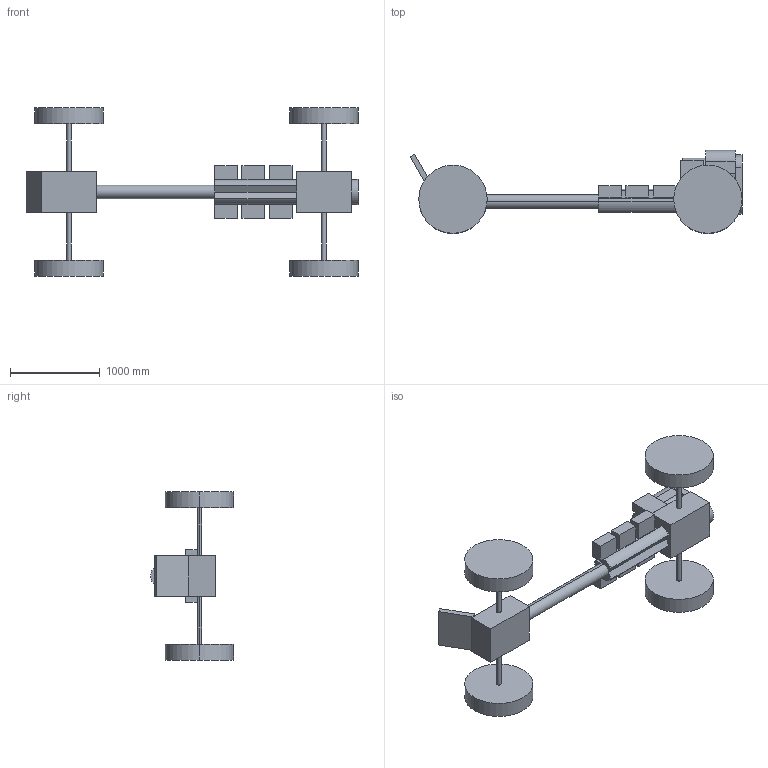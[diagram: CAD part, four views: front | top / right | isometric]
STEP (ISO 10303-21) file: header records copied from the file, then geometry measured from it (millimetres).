
FILE_DESCRIPTION (( 'STEP AP214' ), '1' );
FILE_NAME ('simple boundaries imperial.STEP', '2024-05-12T21:42:55', ( '' ), ( '' ), 'SwSTEP 2.0', 'SolidWorks 2024', '' );
FILE_SCHEMA (( 'AUTOMOTIVE_DESIGN' ));
Length unit declared in the file: inch
Products named in the file (1): simple boundaries imperial
Bounding box: 3705.6 x 927.1 x 1879.6 mm (x, y, z)
Volume: 697330429.5 mm3; surface area: 13915523 mm2
Topology: 17 solids, 17 shells, 135 faces, 279 edges, 186 vertices
Faces by surface type: plane 102, cylinder 33
Entity records: 3766 total; most frequent: DIRECTION 617, CARTESIAN_POINT 601, ORIENTED_EDGE 558, EDGE_CURVE 279, VECTOR 213, LINE 213, AXIS2_PLACEMENT_3D 202, VERTEX_POINT 186
